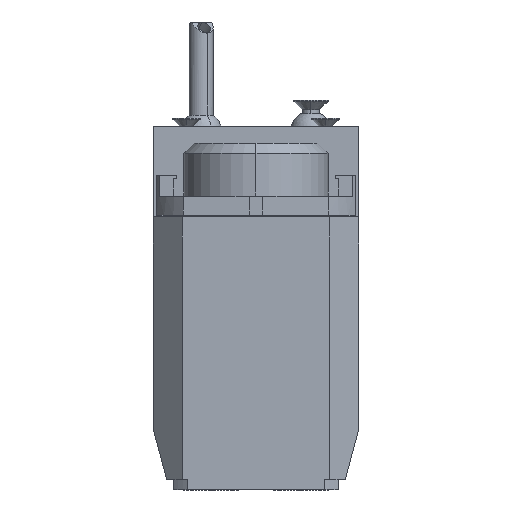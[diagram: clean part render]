
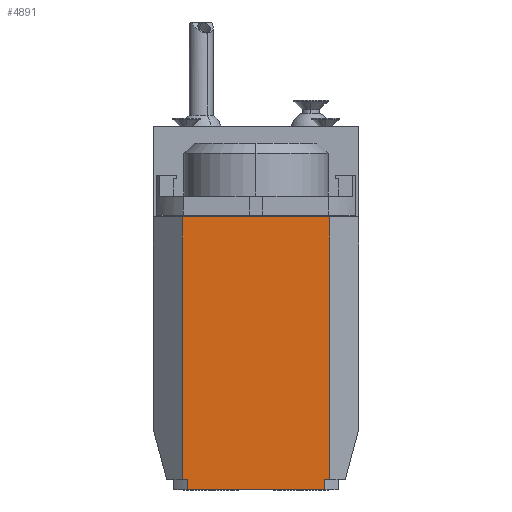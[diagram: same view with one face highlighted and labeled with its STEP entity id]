
A CAD part, left-side view. The second image highlights one B-rep face of the part: STEP entity #4891.
In plain terms, the highlighted planar face has unit normal (-1, 0, 0).
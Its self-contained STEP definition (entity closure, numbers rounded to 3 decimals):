
#585=DIRECTION('',(0.,-1.,0.));
#586=VECTOR('',#585,1.506);
#587=CARTESIAN_POINT('',(-127.5,-19.994,-70.5));
#588=LINE('',#587,#586);
#589=DIRECTION('',(0.,0.,-1.));
#590=VECTOR('',#589,3.);
#591=CARTESIAN_POINT('',(-127.5,-19.994,-70.5));
#592=LINE('',#591,#590);
#593=DIRECTION('',(0.,0.,-1.));
#594=VECTOR('',#593,3.);
#595=CARTESIAN_POINT('',(-127.5,19.994,-70.5));
#596=LINE('',#595,#594);
#597=DIRECTION('',(0.,-1.,0.));
#598=VECTOR('',#597,1.506);
#599=CARTESIAN_POINT('',(-127.5,21.5,-70.5));
#600=LINE('',#599,#598);
#601=DIRECTION('',(0.,0.,1.));
#602=VECTOR('',#601,76.5);
#603=CARTESIAN_POINT('',(-127.5,21.5,-70.5));
#604=LINE('',#603,#602);
#605=DIRECTION('',(0.,1.,0.));
#606=VECTOR('',#605,43.);
#607=CARTESIAN_POINT('',(-127.5,-21.5,6.));
#608=LINE('',#607,#606);
#609=DIRECTION('',(0.,0.,1.));
#610=VECTOR('',#609,76.5);
#611=CARTESIAN_POINT('',(-127.5,-21.5,-70.5));
#612=LINE('',#611,#610);
#652=DIRECTION('',(0.,-1.,0.));
#653=VECTOR('',#652,39.987);
#654=CARTESIAN_POINT('',(-127.5,19.994,-73.5));
#655=LINE('',#654,#653);
#3761=CARTESIAN_POINT('',(-127.5,-21.5,-70.5));
#3762=CARTESIAN_POINT('',(-127.5,-21.5,6.));
#3763=VERTEX_POINT('',#3761);
#3764=VERTEX_POINT('',#3762);
#3767=CARTESIAN_POINT('',(-127.5,21.5,-70.5));
#3768=CARTESIAN_POINT('',(-127.5,21.5,6.));
#3769=VERTEX_POINT('',#3767);
#3770=VERTEX_POINT('',#3768);
#3817=CARTESIAN_POINT('',(-127.5,19.994,-73.5));
#3818=CARTESIAN_POINT('',(-127.5,-19.994,-73.5));
#3819=VERTEX_POINT('',#3817);
#3820=VERTEX_POINT('',#3818);
#3833=CARTESIAN_POINT('',(-127.5,19.994,-70.5));
#3835=VERTEX_POINT('',#3833);
#3846=CARTESIAN_POINT('',(-127.5,-19.994,-70.5));
#3848=VERTEX_POINT('',#3846);
#4873=CARTESIAN_POINT('',(-127.5,0.,0.));
#4874=DIRECTION('',(-1.,0.,0.));
#4875=DIRECTION('',(0.,0.,1.));
#4876=AXIS2_PLACEMENT_3D('',#4873,#4874,#4875);
#4877=PLANE('',#4876);
#4878=ORIENTED_EDGE('',*,*,#4843,.F.);
#4880=ORIENTED_EDGE('',*,*,#4879,.T.);
#4882=ORIENTED_EDGE('',*,*,#4881,.F.);
#4883=ORIENTED_EDGE('',*,*,#4864,.F.);
#4884=ORIENTED_EDGE('',*,*,#4853,.F.);
#4885=ORIENTED_EDGE('',*,*,#4803,.T.);
#4886=ORIENTED_EDGE('',*,*,#4783,.F.);
#4888=ORIENTED_EDGE('',*,*,#4887,.F.);
#4889=EDGE_LOOP('',(#4878,#4880,#4882,#4883,#4884,#4885,#4886,#4888));
#4890=FACE_OUTER_BOUND('',#4889,.F.);
#4891=ADVANCED_FACE('',(#4890),#4877,.T.);
#4783=EDGE_CURVE('',#3764,#3770,#608,.T.);
#4803=EDGE_CURVE('',#3769,#3770,#604,.T.);
#4843=EDGE_CURVE('',#3848,#3763,#588,.T.);
#4853=EDGE_CURVE('',#3769,#3835,#600,.T.);
#4864=EDGE_CURVE('',#3835,#3819,#596,.T.);
#4879=EDGE_CURVE('',#3848,#3820,#592,.T.);
#4881=EDGE_CURVE('',#3819,#3820,#655,.T.);
#4887=EDGE_CURVE('',#3763,#3764,#612,.T.);
